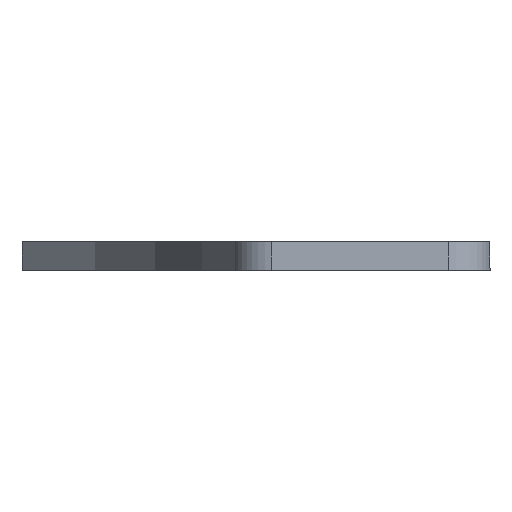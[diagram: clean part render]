
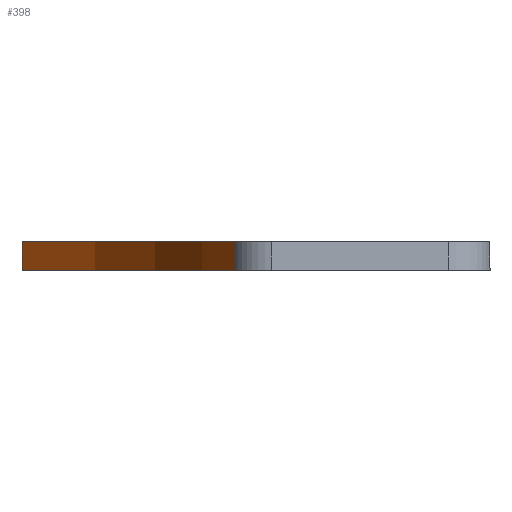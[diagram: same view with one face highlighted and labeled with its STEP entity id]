
A CAD part, front view. The second image highlights one B-rep face of the part: STEP entity #398.
In plain terms, the highlighted cylindrical face has radius 75 mm (diameter 150 mm), a partial arc.
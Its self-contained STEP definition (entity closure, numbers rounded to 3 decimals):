
#65=CIRCLE('',#445,75.);
#66=CIRCLE('',#446,75.);
#77=CYLINDRICAL_SURFACE('',#444,75.);
#91=FACE_OUTER_BOUND('',#110,.T.);
#110=EDGE_LOOP('',(#319,#320,#321,#322));
#145=LINE('',#657,#178);
#148=LINE('',#674,#181);
#178=VECTOR('',#525,10.);
#181=VECTOR('',#544,10.);
#211=VERTEX_POINT('',#651);
#213=VERTEX_POINT('',#655);
#218=VERTEX_POINT('',#671);
#219=VERTEX_POINT('',#673);
#253=EDGE_CURVE('',#211,#213,#145,.T.);
#260=EDGE_CURVE('',#218,#213,#65,.T.);
#261=EDGE_CURVE('',#219,#218,#148,.T.);
#262=EDGE_CURVE('',#219,#211,#66,.T.);
#319=ORIENTED_EDGE('',*,*,#253,.T.);
#320=ORIENTED_EDGE('',*,*,#260,.F.);
#321=ORIENTED_EDGE('',*,*,#261,.F.);
#322=ORIENTED_EDGE('',*,*,#262,.T.);
#398=ADVANCED_FACE('',(#91),#77,.F.);
#444=AXIS2_PLACEMENT_3D('',#670,#540,#541);
#445=AXIS2_PLACEMENT_3D('',#672,#542,#543);
#446=AXIS2_PLACEMENT_3D('',#675,#545,#546);
#525=DIRECTION('',(1.,0.,0.));
#540=DIRECTION('center_axis',(1.,0.,0.));
#541=DIRECTION('ref_axis',(0.,-1.,0.));
#542=DIRECTION('center_axis',(-1.,0.,0.));
#543=DIRECTION('ref_axis',(0.,-1.,0.));
#544=DIRECTION('',(1.,0.,0.));
#545=DIRECTION('center_axis',(-1.,0.,0.));
#546=DIRECTION('ref_axis',(0.,-1.,0.));
#651=CARTESIAN_POINT('',(-107.,-186.693,-48.265));
#655=CARTESIAN_POINT('',(-104.,-186.693,-48.265));
#657=CARTESIAN_POINT('',(-107.,-186.693,-48.265));
#670=CARTESIAN_POINT('Origin',(-107.,-204.814,24.513));
#671=CARTESIAN_POINT('',(-104.,-148.912,-25.487));
#672=CARTESIAN_POINT('Origin',(-104.,-204.814,24.513));
#673=CARTESIAN_POINT('',(-107.,-148.912,-25.487));
#674=CARTESIAN_POINT('',(-107.,-148.912,-25.487));
#675=CARTESIAN_POINT('Origin',(-107.,-204.814,24.513));
